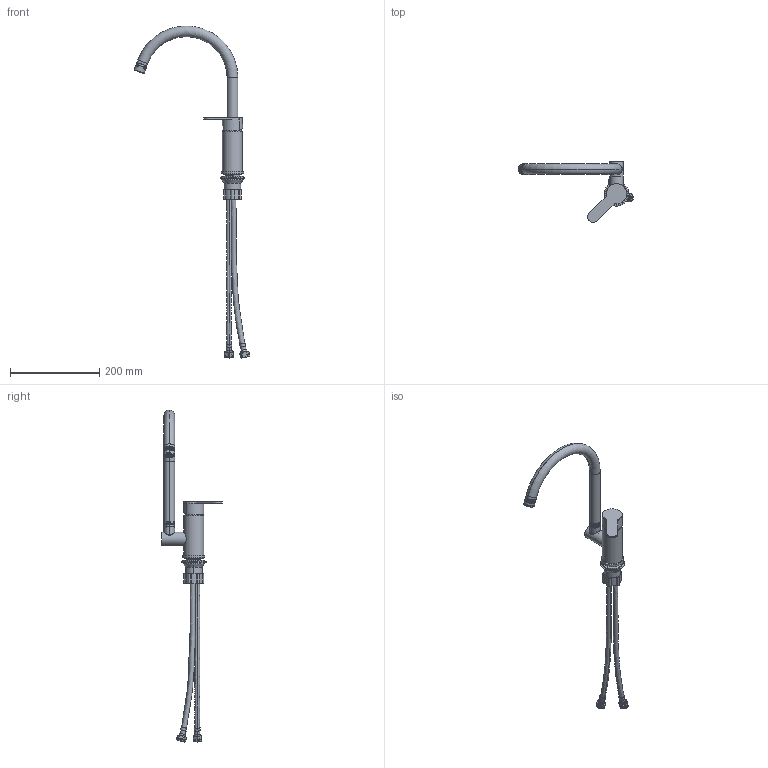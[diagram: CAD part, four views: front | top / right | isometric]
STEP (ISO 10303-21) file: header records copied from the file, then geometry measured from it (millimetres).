
FILE_DESCRIPTION(/* description */ (''),/* implementation_level */ '2;1');
FILE_NAME(/* name */ 'BLU_F62M.stp',/* time_stamp */ '2022-07-04T09:18:21+08:00',/* author */ (''),/* organization */ (''),/* preprocessor_version */ 'ST-DEVELOPER v16',/* originating_system */ 'SIEMENS PLM Software NX 10.0',/* authorisation */ '');
FILE_SCHEMA (('AP203_CONFIGURATION_CONTROLLED_3D_DESIGN_OF_MECHANICAL_PARTS_AND_ASSEMBLIES_MIM_LF { 1 0 10303 403 2 1 2}'));
Products named in the file (1): Admi776CD82Ffljo
Bounding box: 259.67 x 136.92 x 745.46 mm (x, y, z)
Volume: 301953.3 mm3; surface area: 238436.2 mm2
Topology: 27 solids, 27 shells, 1936 faces, 4601 edges, 2940 vertices
Faces by surface type: cylinder 873, plane 671, bspline 116, extrusion 108, torus 82, cone 56, revolution 27, sphere 3
Full cylindrical faces by diameter (mm): 3.2 x1, 4.699 x2, 5.3 x2, 6 x5, 6.3 x1, 6.5 x1, 6.8 x1, 8 x3, 9 x2, 11 x2, 17 x1, 18.8 x1, 20 x1, 20.5 x2, 23.4 x1, 25 x1, 26 x1, 28.5 x1, 30 x1, 30.5 x1, 31 x1, 32 x38, 33 x2, 35 x1, 35.8 x1, 36 x1, 38 x1, 41 x1, 42 x1, 43 x2
Entity records: 98671 total; most frequent: CARTESIAN_POINT 56872, ORIENTED_EDGE 8742, DIRECTION 8084, EDGE_CURVE 4371, AXIS2_PLACEMENT_3D 3026, VERTEX_POINT 2836, EDGE_LOOP 2273, VECTOR 2005
